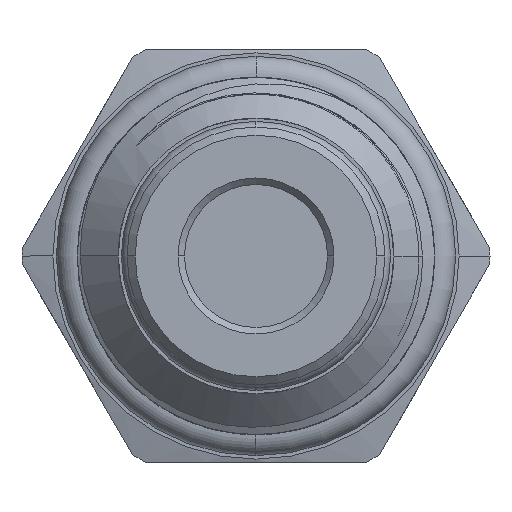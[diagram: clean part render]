
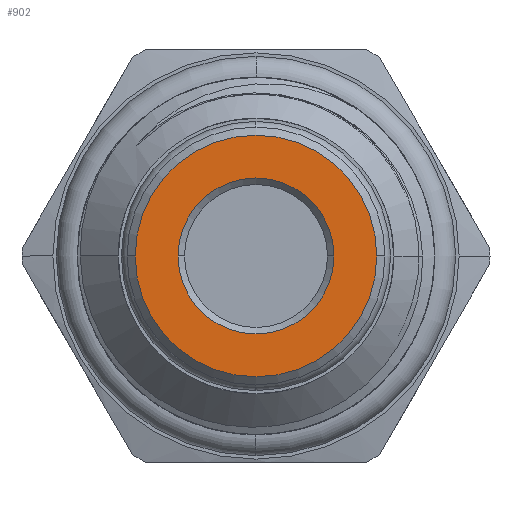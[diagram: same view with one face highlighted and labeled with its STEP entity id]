
A CAD part, left-side view. The second image highlights one B-rep face of the part: STEP entity #902.
In plain terms, the highlighted planar face has unit normal (-1, 0, 0).
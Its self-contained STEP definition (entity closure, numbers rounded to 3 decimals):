
#429 = ORIENTED_EDGE ( 'NONE', *, *, #8753, .T. ) ;
#639 = DIRECTION ( 'NONE',  ( -1., 0., 0. ) ) ;
#902 = ADVANCED_FACE ( 'NONE', ( #7707, #1939 ), #9122, .T. ) ;
#1256 = VERTEX_POINT ( 'NONE', #5777 ) ;
#1264 = CARTESIAN_POINT ( 'NONE',  ( -70.8, 0., 0. ) ) ;
#1293 = EDGE_LOOP ( 'NONE', ( #1451, #8857 ) ) ;
#1310 = CIRCLE ( 'NONE', #5031, 4.8 ) ;
#1389 = CARTESIAN_POINT ( 'NONE',  ( -70.8, 0., 0. ) ) ;
#1451 = ORIENTED_EDGE ( 'NONE', *, *, #9813, .T. ) ;
#1939 = FACE_OUTER_BOUND ( 'NONE', #1293, .T. ) ;
#2156 = DIRECTION ( 'NONE',  ( 1., 0., 0. ) ) ;
#2191 = DIRECTION ( 'NONE',  ( 0., 1., 0. ) ) ;
#2193 = CIRCLE ( 'NONE', #3040, 7.435 ) ;
#2702 = ORIENTED_EDGE ( 'NONE', *, *, #4637, .T. ) ;
#2787 = DIRECTION ( 'NONE',  ( 1., 0., 0. ) ) ;
#3040 = AXIS2_PLACEMENT_3D ( 'NONE', #6009, #639, #9763 ) ;
#3639 = AXIS2_PLACEMENT_3D ( 'NONE', #5350, #6885, #9247 ) ;
#3856 = VERTEX_POINT ( 'NONE', #6110 ) ;
#4236 = VERTEX_POINT ( 'NONE', #9071 ) ;
#4637 = EDGE_CURVE ( 'NONE', #3856, #4236, #1310, .T. ) ;
#5031 = AXIS2_PLACEMENT_3D ( 'NONE', #1389, #2787, #5187 ) ;
#5187 = DIRECTION ( 'NONE',  ( 0., 1., 0. ) ) ;
#5226 = AXIS2_PLACEMENT_3D ( 'NONE', #1264, #9737, #7479 ) ;
#5257 = AXIS2_PLACEMENT_3D ( 'NONE', #6744, #2156, #2191 ) ;
#5350 = CARTESIAN_POINT ( 'NONE',  ( -70.8, 0., 0. ) ) ;
#5388 = CARTESIAN_POINT ( 'NONE',  ( -70.8, 7.435, 0. ) ) ;
#5670 = CIRCLE ( 'NONE', #5226, 7.435 ) ;
#5777 = CARTESIAN_POINT ( 'NONE',  ( -70.8, -7.435, 0. ) ) ;
#6009 = CARTESIAN_POINT ( 'NONE',  ( -70.8, 0., 0. ) ) ;
#6110 = CARTESIAN_POINT ( 'NONE',  ( -70.8, -4.8, 0. ) ) ;
#6196 = VERTEX_POINT ( 'NONE', #5388 ) ;
#6744 = CARTESIAN_POINT ( 'NONE',  ( -70.8, 0., 0. ) ) ;
#6885 = DIRECTION ( 'NONE',  ( -1., 0., 0. ) ) ;
#7479 = DIRECTION ( 'NONE',  ( 0., 1., 0. ) ) ;
#7600 = CIRCLE ( 'NONE', #5257, 4.8 ) ;
#7707 = FACE_BOUND ( 'NONE', #8585, .T. ) ;
#8585 = EDGE_LOOP ( 'NONE', ( #429, #2702 ) ) ;
#8656 = EDGE_CURVE ( 'NONE', #6196, #1256, #2193, .T. ) ;
#8753 = EDGE_CURVE ( 'NONE', #4236, #3856, #7600, .T. ) ;
#8857 = ORIENTED_EDGE ( 'NONE', *, *, #8656, .T. ) ;
#9071 = CARTESIAN_POINT ( 'NONE',  ( -70.8, 4.8, 0. ) ) ;
#9122 = PLANE ( 'NONE',  #3639 ) ;
#9247 = DIRECTION ( 'NONE',  ( 0., 1., 0. ) ) ;
#9737 = DIRECTION ( 'NONE',  ( -1., 0., 0. ) ) ;
#9763 = DIRECTION ( 'NONE',  ( 0., 1., 0. ) ) ;
#9813 = EDGE_CURVE ( 'NONE', #1256, #6196, #5670, .T. ) ;
